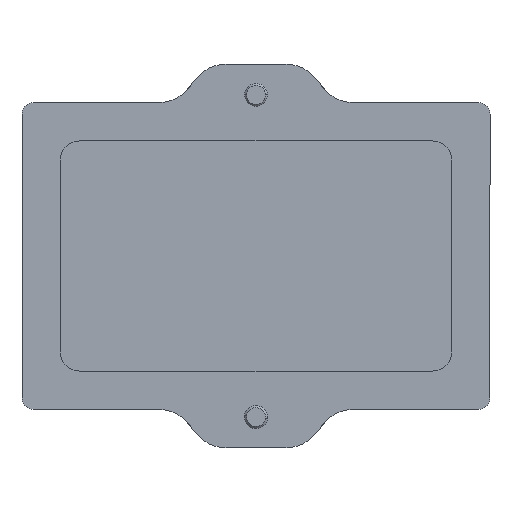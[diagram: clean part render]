
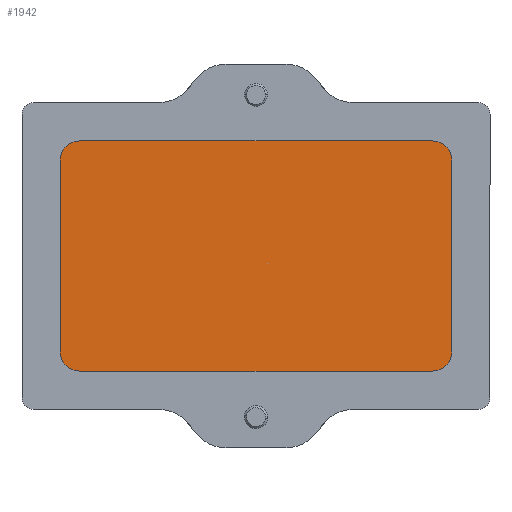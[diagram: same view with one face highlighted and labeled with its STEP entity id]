
A CAD part, front view. The second image highlights one B-rep face of the part: STEP entity #1942.
In plain terms, the highlighted face is planar.
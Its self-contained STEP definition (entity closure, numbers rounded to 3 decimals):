
#107 = CARTESIAN_POINT ( 'NONE',  ( 46., 25., 1. ) ) ;
#183 = VERTEX_POINT ( 'NONE', #1869 ) ;
#214 = CIRCLE ( 'NONE', #11438, 5. ) ;
#376 = DIRECTION ( 'NONE',  ( -1., 0., 0. ) ) ;
#392 = CARTESIAN_POINT ( 'NONE',  ( -46., 25., 1. ) ) ;
#780 = VERTEX_POINT ( 'NONE', #9748 ) ;
#1008 = CIRCLE ( 'NONE', #3204, 5. ) ;
#1089 = EDGE_CURVE ( 'NONE', #12412, #6007, #7558, .T. ) ;
#1446 = DIRECTION ( 'NONE',  ( -1., 0., 0. ) ) ;
#1494 = EDGE_CURVE ( 'NONE', #780, #9033, #4851, .T. ) ;
#1752 = DIRECTION ( 'NONE',  ( 1., 0., 0. ) ) ;
#1869 = CARTESIAN_POINT ( 'NONE',  ( 46., 30., 1. ) ) ;
#1942 = ADVANCED_FACE ( 'NONE', ( #10530 ), #7702, .F. ) ;
#2009 = DIRECTION ( 'NONE',  ( -1., 0., 0. ) ) ;
#2110 = CARTESIAN_POINT ( 'NONE',  ( -51., -25., 1. ) ) ;
#2232 = CARTESIAN_POINT ( 'NONE',  ( 51., 25., 1. ) ) ;
#2641 = VECTOR ( 'NONE', #376, 1000. ) ;
#3013 = CARTESIAN_POINT ( 'NONE',  ( 46., 25., 1. ) ) ;
#3201 = CARTESIAN_POINT ( 'NONE',  ( -46., 30., 1. ) ) ;
#3204 = AXIS2_PLACEMENT_3D ( 'NONE', #107, #5921, #5994 ) ;
#3320 = CARTESIAN_POINT ( 'NONE',  ( -46., -25., 1. ) ) ;
#3892 = AXIS2_PLACEMENT_3D ( 'NONE', #3013, #6787, #2009 ) ;
#4332 = CARTESIAN_POINT ( 'NONE',  ( -46., 30., 1. ) ) ;
#4549 = DIRECTION ( 'NONE',  ( 0., 1., 0. ) ) ;
#4729 = EDGE_CURVE ( 'NONE', #8872, #780, #214, .T. ) ;
#4851 = LINE ( 'NONE', #10374, #9191 ) ;
#5077 = CARTESIAN_POINT ( 'NONE',  ( -46., -30., 1. ) ) ;
#5235 = DIRECTION ( 'NONE',  ( 0., 0., 1. ) ) ;
#5552 = EDGE_CURVE ( 'NONE', #183, #9362, #7006, .T. ) ;
#5921 = DIRECTION ( 'NONE',  ( 0., 0., 1. ) ) ;
#5994 = DIRECTION ( 'NONE',  ( -1., 0., 0. ) ) ;
#6007 = VERTEX_POINT ( 'NONE', #2110 ) ;
#6151 = AXIS2_PLACEMENT_3D ( 'NONE', #3320, #7057, #8957 ) ;
#6193 = CIRCLE ( 'NONE', #6151, 5. ) ;
#6703 = DIRECTION ( 'NONE',  ( 1., 0., 0. ) ) ;
#6787 = DIRECTION ( 'NONE',  ( 0., 0., -1. ) ) ;
#7006 = LINE ( 'NONE', #4332, #2641 ) ;
#7057 = DIRECTION ( 'NONE',  ( 0., 0., 1. ) ) ;
#7073 = ORIENTED_EDGE ( 'NONE', *, *, #8503, .T. ) ;
#7330 = DIRECTION ( 'NONE',  ( 0., -1., 0. ) ) ;
#7558 = LINE ( 'NONE', #12223, #9201 ) ;
#7608 = CARTESIAN_POINT ( 'NONE',  ( -51., 25., 1. ) ) ;
#7612 = EDGE_LOOP ( 'NONE', ( #7951, #8138, #8909, #8565, #7073, #10943, #10679, #11873 ) ) ;
#7702 = PLANE ( 'NONE',  #3892 ) ;
#7951 = ORIENTED_EDGE ( 'NONE', *, *, #10452, .T. ) ;
#8138 = ORIENTED_EDGE ( 'NONE', *, *, #5552, .T. ) ;
#8144 = VECTOR ( 'NONE', #6703, 1000. ) ;
#8228 = EDGE_CURVE ( 'NONE', #8971, #8872, #8920, .T. ) ;
#8503 = EDGE_CURVE ( 'NONE', #6007, #8971, #6193, .T. ) ;
#8565 = ORIENTED_EDGE ( 'NONE', *, *, #1089, .T. ) ;
#8607 = CARTESIAN_POINT ( 'NONE',  ( 46., -30., 1. ) ) ;
#8636 = AXIS2_PLACEMENT_3D ( 'NONE', #392, #5235, #1446 ) ;
#8872 = VERTEX_POINT ( 'NONE', #8607 ) ;
#8909 = ORIENTED_EDGE ( 'NONE', *, *, #11582, .T. ) ;
#8920 = LINE ( 'NONE', #11385, #8144 ) ;
#8957 = DIRECTION ( 'NONE',  ( 1., 0., 0. ) ) ;
#8971 = VERTEX_POINT ( 'NONE', #5077 ) ;
#9033 = VERTEX_POINT ( 'NONE', #2232 ) ;
#9191 = VECTOR ( 'NONE', #4549, 1000. ) ;
#9201 = VECTOR ( 'NONE', #7330, 1000. ) ;
#9362 = VERTEX_POINT ( 'NONE', #3201 ) ;
#9378 = DIRECTION ( 'NONE',  ( 0., 0., 1. ) ) ;
#9732 = CIRCLE ( 'NONE', #8636, 5. ) ;
#9748 = CARTESIAN_POINT ( 'NONE',  ( 51., -25., 1. ) ) ;
#10251 = CARTESIAN_POINT ( 'NONE',  ( 46., -25., 1. ) ) ;
#10374 = CARTESIAN_POINT ( 'NONE',  ( 51., 25., 1. ) ) ;
#10452 = EDGE_CURVE ( 'NONE', #9033, #183, #1008, .T. ) ;
#10530 = FACE_OUTER_BOUND ( 'NONE', #7612, .T. ) ;
#10679 = ORIENTED_EDGE ( 'NONE', *, *, #4729, .T. ) ;
#10943 = ORIENTED_EDGE ( 'NONE', *, *, #8228, .T. ) ;
#11385 = CARTESIAN_POINT ( 'NONE',  ( -46., -30., 1. ) ) ;
#11438 = AXIS2_PLACEMENT_3D ( 'NONE', #10251, #9378, #1752 ) ;
#11582 = EDGE_CURVE ( 'NONE', #9362, #12412, #9732, .T. ) ;
#11873 = ORIENTED_EDGE ( 'NONE', *, *, #1494, .T. ) ;
#12223 = CARTESIAN_POINT ( 'NONE',  ( -51., 25., 1. ) ) ;
#12412 = VERTEX_POINT ( 'NONE', #7608 ) ;
